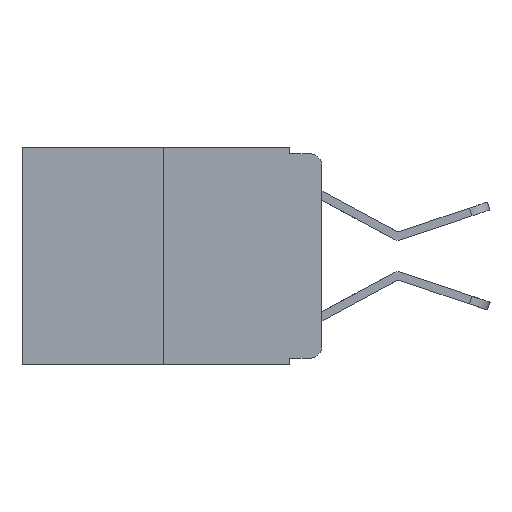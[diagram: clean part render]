
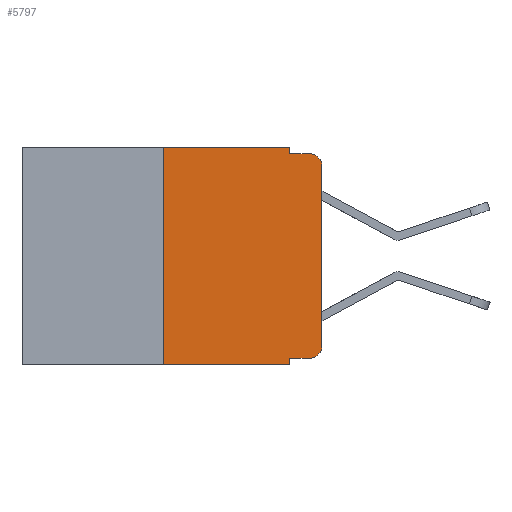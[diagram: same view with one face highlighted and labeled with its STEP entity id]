
A CAD part, left-side view. The second image highlights one B-rep face of the part: STEP entity #5797.
In plain terms, the highlighted planar face has unit normal (-1, 0, 0).
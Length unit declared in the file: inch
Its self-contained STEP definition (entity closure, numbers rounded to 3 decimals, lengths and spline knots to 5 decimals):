
#126 = CARTESIAN_POINT ( 'NONE',  ( 0., 0.051, -0.333 ) ) ;
#195 = DIRECTION ( 'NONE',  ( 0., 0., 1. ) ) ;
#274 = VERTEX_POINT ( 'NONE', #925 ) ;
#346 = CARTESIAN_POINT ( 'NONE',  ( 0., 0.051, -0.01 ) ) ;
#658 = EDGE_CURVE ( 'NONE', #8414, #2465, #7775, .T. ) ;
#771 = CIRCLE ( 'NONE', #4319, 0.02 ) ;
#925 = CARTESIAN_POINT ( 'NONE',  ( 0., 0., -0.313 ) ) ;
#1023 = DIRECTION ( 'NONE',  ( 0., 0., -1. ) ) ;
#1117 = VERTEX_POINT ( 'NONE', #5697 ) ;
#1166 = EDGE_CURVE ( 'NONE', #8414, #2712, #5938, .T. ) ;
#1413 = LINE ( 'NONE', #346, #7251 ) ;
#1547 = CARTESIAN_POINT ( 'NONE',  ( 0., 0.473, 0. ) ) ;
#1650 = FACE_OUTER_BOUND ( 'NONE', #4233, .T. ) ;
#1687 = VECTOR ( 'NONE', #10978, 39.37008 ) ;
#1699 = LINE ( 'NONE', #9726, #8962 ) ;
#1716 = CARTESIAN_POINT ( 'NONE',  ( 0., 0.473, 0. ) ) ;
#2116 = DIRECTION ( 'NONE',  ( 0., 0., -1. ) ) ;
#2179 = LINE ( 'NONE', #12505, #7534 ) ;
#2237 = CARTESIAN_POINT ( 'NONE',  ( 0., 0.25, 0. ) ) ;
#2304 = LINE ( 'NONE', #1547, #10409 ) ;
#2465 = VERTEX_POINT ( 'NONE', #12288 ) ;
#2520 = EDGE_CURVE ( 'NONE', #6560, #12716, #1413, .T. ) ;
#2556 = CARTESIAN_POINT ( 'NONE',  ( 0., 0.25, 0. ) ) ;
#2712 = VERTEX_POINT ( 'NONE', #2556 ) ;
#2776 = CARTESIAN_POINT ( 'NONE',  ( 0., 0.051, -0.333 ) ) ;
#2890 = ORIENTED_EDGE ( 'NONE', *, *, #2520, .F. ) ;
#2998 = CARTESIAN_POINT ( 'NONE',  ( 0., 0.02, -0.313 ) ) ;
#3036 = VERTEX_POINT ( 'NONE', #9781 ) ;
#3056 = PLANE ( 'NONE',  #6987 ) ;
#3140 = EDGE_CURVE ( 'NONE', #1117, #6560, #1699, .T. ) ;
#3776 = CARTESIAN_POINT ( 'NONE',  ( 0., 0.25, -0.343 ) ) ;
#3800 = DIRECTION ( 'NONE',  ( 0., -1., 0. ) ) ;
#4233 = EDGE_LOOP ( 'NONE', ( #4666, #6617, #2890, #12593, #5118, #10629, #11234, #11842, #11151, #8485 ) ) ;
#4319 = AXIS2_PLACEMENT_3D ( 'NONE', #9009, #5043, #12185 ) ;
#4585 = EDGE_CURVE ( 'NONE', #12774, #274, #12744, .T. ) ;
#4666 = ORIENTED_EDGE ( 'NONE', *, *, #6150, .T. ) ;
#4951 = DIRECTION ( 'NONE',  ( 1., 0., 0. ) ) ;
#5043 = DIRECTION ( 'NONE',  ( -1., 0., 0. ) ) ;
#5118 = ORIENTED_EDGE ( 'NONE', *, *, #9954, .F. ) ;
#5271 = DIRECTION ( 'NONE',  ( 0., -1., 0. ) ) ;
#5543 = DIRECTION ( 'NONE',  ( 0., 0., 1. ) ) ;
#5697 = CARTESIAN_POINT ( 'NONE',  ( 0., 0.051, 0. ) ) ;
#5797 = ADVANCED_FACE ( 'NONE', ( #1650 ), #3056, .F. ) ;
#5923 = VECTOR ( 'NONE', #5543, 39.37008 ) ;
#5938 = LINE ( 'NONE', #2237, #8435 ) ;
#6150 = EDGE_CURVE ( 'NONE', #274, #3036, #7685, .T. ) ;
#6414 = CARTESIAN_POINT ( 'NONE',  ( 0., 0.02, -0.01 ) ) ;
#6490 = DIRECTION ( 'NONE',  ( 0., 0., -1. ) ) ;
#6560 = VERTEX_POINT ( 'NONE', #10150 ) ;
#6617 = ORIENTED_EDGE ( 'NONE', *, *, #10754, .T. ) ;
#6987 = AXIS2_PLACEMENT_3D ( 'NONE', #1716, #4951, #2116 ) ;
#7089 = AXIS2_PLACEMENT_3D ( 'NONE', #2998, #10040, #1023 ) ;
#7251 = VECTOR ( 'NONE', #5271, 39.37008 ) ;
#7534 = VECTOR ( 'NONE', #6490, 39.37008 ) ;
#7542 = EDGE_CURVE ( 'NONE', #8624, #12774, #11800, .T. ) ;
#7685 = LINE ( 'NONE', #11623, #5923 ) ;
#7775 = LINE ( 'NONE', #9854, #1687 ) ;
#8414 = VERTEX_POINT ( 'NONE', #3776 ) ;
#8435 = VECTOR ( 'NONE', #195, 39.37008 ) ;
#8485 = ORIENTED_EDGE ( 'NONE', *, *, #4585, .T. ) ;
#8624 = VERTEX_POINT ( 'NONE', #126 ) ;
#8736 = DIRECTION ( 'NONE',  ( 0., 0., -1. ) ) ;
#8920 = VECTOR ( 'NONE', #3800, 39.37008 ) ;
#8962 = VECTOR ( 'NONE', #8736, 39.37008 ) ;
#9009 = CARTESIAN_POINT ( 'NONE',  ( 0., 0.02, -0.03 ) ) ;
#9726 = CARTESIAN_POINT ( 'NONE',  ( 0., 0.051, 0. ) ) ;
#9781 = CARTESIAN_POINT ( 'NONE',  ( 0., 0., -0.03 ) ) ;
#9854 = CARTESIAN_POINT ( 'NONE',  ( 0., 0.473, -0.343 ) ) ;
#9954 = EDGE_CURVE ( 'NONE', #2712, #1117, #2304, .T. ) ;
#10040 = DIRECTION ( 'NONE',  ( -1., 0., 0. ) ) ;
#10150 = CARTESIAN_POINT ( 'NONE',  ( 0., 0.051, -0.01 ) ) ;
#10236 = CARTESIAN_POINT ( 'NONE',  ( 0., 0.02, -0.333 ) ) ;
#10409 = VECTOR ( 'NONE', #12494, 39.37008 ) ;
#10629 = ORIENTED_EDGE ( 'NONE', *, *, #1166, .F. ) ;
#10754 = EDGE_CURVE ( 'NONE', #3036, #12716, #771, .T. ) ;
#10978 = DIRECTION ( 'NONE',  ( 0., -1., 0. ) ) ;
#11151 = ORIENTED_EDGE ( 'NONE', *, *, #7542, .T. ) ;
#11234 = ORIENTED_EDGE ( 'NONE', *, *, #658, .T. ) ;
#11623 = CARTESIAN_POINT ( 'NONE',  ( 0., 0., 0. ) ) ;
#11800 = LINE ( 'NONE', #2776, #8920 ) ;
#11842 = ORIENTED_EDGE ( 'NONE', *, *, #12703, .F. ) ;
#12185 = DIRECTION ( 'NONE',  ( 0., 0., -1. ) ) ;
#12288 = CARTESIAN_POINT ( 'NONE',  ( 0., 0.051, -0.343 ) ) ;
#12494 = DIRECTION ( 'NONE',  ( 0., -1., 0. ) ) ;
#12505 = CARTESIAN_POINT ( 'NONE',  ( 0., 0.051, 0. ) ) ;
#12593 = ORIENTED_EDGE ( 'NONE', *, *, #3140, .F. ) ;
#12703 = EDGE_CURVE ( 'NONE', #8624, #2465, #2179, .T. ) ;
#12716 = VERTEX_POINT ( 'NONE', #6414 ) ;
#12744 = CIRCLE ( 'NONE', #7089, 0.02 ) ;
#12774 = VERTEX_POINT ( 'NONE', #10236 ) ;
